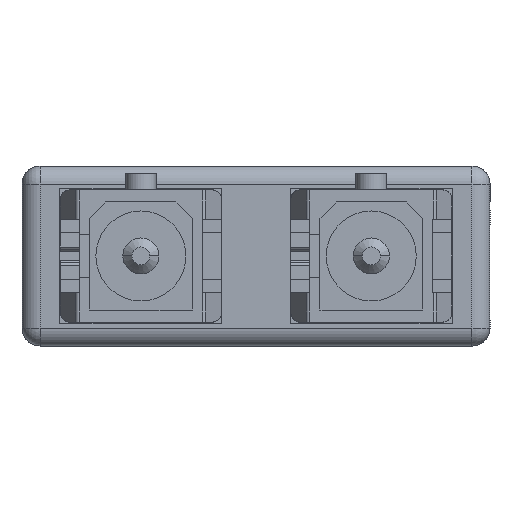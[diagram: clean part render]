
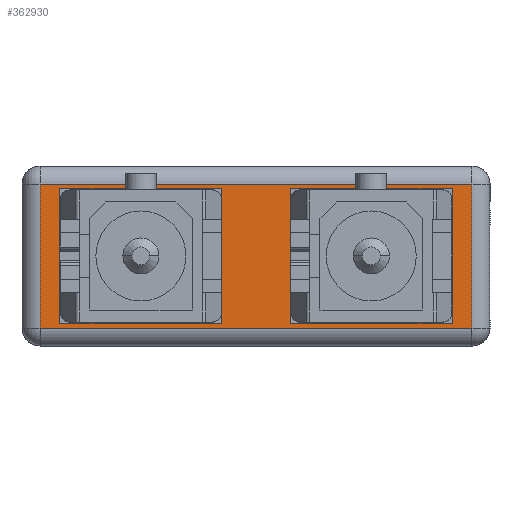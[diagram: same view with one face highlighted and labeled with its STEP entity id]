
A CAD part, front view. The second image highlights one B-rep face of the part: STEP entity #362930.
In plain terms, the highlighted planar face has unit normal (0, -1, 0).
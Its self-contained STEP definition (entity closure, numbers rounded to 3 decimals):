
#361590=CARTESIAN_POINT('',(-6.68,1.5,3.3));
#361600=VERTEX_POINT('',#361590);
#361750=CARTESIAN_POINT('',(-6.68,1.5,-4.2));
#361760=VERTEX_POINT('',#361750);
#361790=CARTESIAN_POINT('',(-6.68,1.5,0.05));
#361800=DIRECTION('',(0.,0.,-1.));
#361810=VECTOR('',#361800,1.);
#361820=LINE('',#361790,#361810);
#361830=EDGE_CURVE('',#361600,#361760,#361820,.T.);
#361950=CARTESIAN_POINT('',(4.42,1.5,
-5.45));
#361960=DIRECTION('',(-0.,-1.,0.));
#361970=DIRECTION('',(-0.,0.,1.));
#361980=AXIS2_PLACEMENT_3D('',#361950,#361960,#361970);
#361990=PLANE('',#361980);
#362000=CARTESIAN_POINT('',(-8.58,1.5,-4.2));
#362010=DIRECTION('',(1.,0.,0.));
#362020=VECTOR('',#362010,1.);
#362030=LINE('',#362000,#362020);
#362040=CARTESIAN_POINT('',(2.32,1.5,-4.2));
#362050=VERTEX_POINT('',#362040);
#362060=EDGE_CURVE('',#361760,#362050,#362030,.T.);
#362070=ORIENTED_EDGE('',*,*,#362060,.F.);
#362080=CARTESIAN_POINT('',(2.32,1.5,0.05));
#362090=DIRECTION('',(-0.,0.,1.));
#362100=VECTOR('',#362090,1.);
#362110=LINE('',#362080,#362100);
#362120=CARTESIAN_POINT('',(2.32,1.5,3.3));
#362130=VERTEX_POINT('',#362120);
#362140=EDGE_CURVE('',#362050,#362130,#362110,.T.);
#362150=ORIENTED_EDGE('',*,*,#362140,.F.);
#362160=CARTESIAN_POINT('',(-8.58,1.5,3.3));
#362170=DIRECTION('',(1.,0.,0.));
#362180=VECTOR('',#362170,1.);
#362190=LINE('',#362160,#362180);
#362200=EDGE_CURVE('',#361600,#362130,#362190,.T.);
#362210=ORIENTED_EDGE('',*,*,#362200,.T.);
#362220=ORIENTED_EDGE('',*,*,#361830,.F.);
#362230=EDGE_LOOP('',(#362220,#362210,#362150,#362070));
#362240=FACE_BOUND('',#362230,.T.);
#362250=CARTESIAN_POINT('',(-8.58,1.5,
3.3));
#362260=DIRECTION('',(-1.,0.,0.));
#362270=VECTOR('',#362260,1.);
#362280=LINE('',#362250,#362270);
#362290=CARTESIAN_POINT('',(-10.48,1.5,3.3));
#362300=VERTEX_POINT('',#362290);
#362310=CARTESIAN_POINT('',(-19.48,1.5,3.3));
#362320=VERTEX_POINT('',#362310);
#362330=EDGE_CURVE('',#362300,#362320,#362280,.T.);
#362340=ORIENTED_EDGE('',*,*,#362330,.F.);
#362350=CARTESIAN_POINT('',(-19.48,1.5,0.05))
;
#362360=DIRECTION('',(-0.,0.,1.));
#362370=VECTOR('',#362360,1.);
#362380=LINE('',#362350,#362370);
#362390=CARTESIAN_POINT('',(-19.48,1.5,-4.2));
#362400=VERTEX_POINT('',#362390);
#362410=EDGE_CURVE('',#362400,#362320,#362380,.T.);
#362420=ORIENTED_EDGE('',*,*,#362410,.T.);
#362430=CARTESIAN_POINT('',(-8.58,1.5,
-4.2));
#362440=DIRECTION('',(-1.,0.,0.));
#362450=VECTOR('',#362440,1.);
#362460=LINE('',#362430,#362450);
#362470=CARTESIAN_POINT('',(-10.48,1.5,-4.2));
#362480=VERTEX_POINT('',#362470);
#362490=EDGE_CURVE('',#362480,#362400,#362460,.T.);
#362500=ORIENTED_EDGE('',*,*,#362490,.T.);
#362510=CARTESIAN_POINT('',(-10.48,1.5,0.05))
;
#362520=DIRECTION('',(0.,0.,-1.));
#362530=VECTOR('',#362520,1.);
#362540=LINE('',#362510,#362530);
#362550=EDGE_CURVE('',#362300,#362480,#362540,.T.);
#362560=ORIENTED_EDGE('',*,*,#362550,.T.);
#362570=EDGE_LOOP('',(#362560,#362500,#362420,#362340));
#362580=FACE_BOUND('',#362570,.T.);
#362590=CARTESIAN_POINT('',(-8.58,1.5,3.55));
#362600=DIRECTION('',(-1.,0.,0.));
#362610=VECTOR('',#362600,1.);
#362620=LINE('',#362590,#362610);
#362630=CARTESIAN_POINT('',(3.42,1.5,
3.55));
#362640=VERTEX_POINT('',#362630);
#362650=CARTESIAN_POINT('',(-20.58,1.5,3.55));
#362660=VERTEX_POINT('',#362650);
#362670=EDGE_CURVE('',#362640,#362660,#362620,.T.);
#362680=ORIENTED_EDGE('',*,*,#362670,.T.);
#362690=CARTESIAN_POINT('',(3.42,1.5,
0.05));
#362700=DIRECTION('',(-0.,0.,1.));
#362710=VECTOR('',#362700,1.);
#362720=LINE('',#362690,#362710);
#362730=CARTESIAN_POINT('',(3.42,1.5,
-4.45));
#362740=VERTEX_POINT('',#362730);
#362750=EDGE_CURVE('',#362740,#362640,#362720,.T.);
#362760=ORIENTED_EDGE('',*,*,#362750,.T.);
#362770=CARTESIAN_POINT('',(-8.58,1.5,-4.45));
#362780=DIRECTION('',(-1.,0.,0.));
#362790=VECTOR('',#362780,1.);
#362800=LINE('',#362770,#362790);
#362810=CARTESIAN_POINT('',(-20.58,1.5,-4.45));
#362820=VERTEX_POINT('',#362810);
#362830=EDGE_CURVE('',#362740,#362820,#362800,.T.);
#362840=ORIENTED_EDGE('',*,*,#362830,.F.);
#362850=CARTESIAN_POINT('',(-20.58,1.5,0.05))
;
#362860=DIRECTION('',(-0.,0.,1.));
#362870=VECTOR('',#362860,1.);
#362880=LINE('',#362850,#362870);
#362890=EDGE_CURVE('',#362820,#362660,#362880,.T.);
#362900=ORIENTED_EDGE('',*,*,#362890,.F.);
#362910=EDGE_LOOP('',(#362900,#362840,#362760,#362680));
#362920=FACE_OUTER_BOUND('',#362910,.T.);
#362930=ADVANCED_FACE('',(#362240,#362580,#362920),#361990,.T.);
